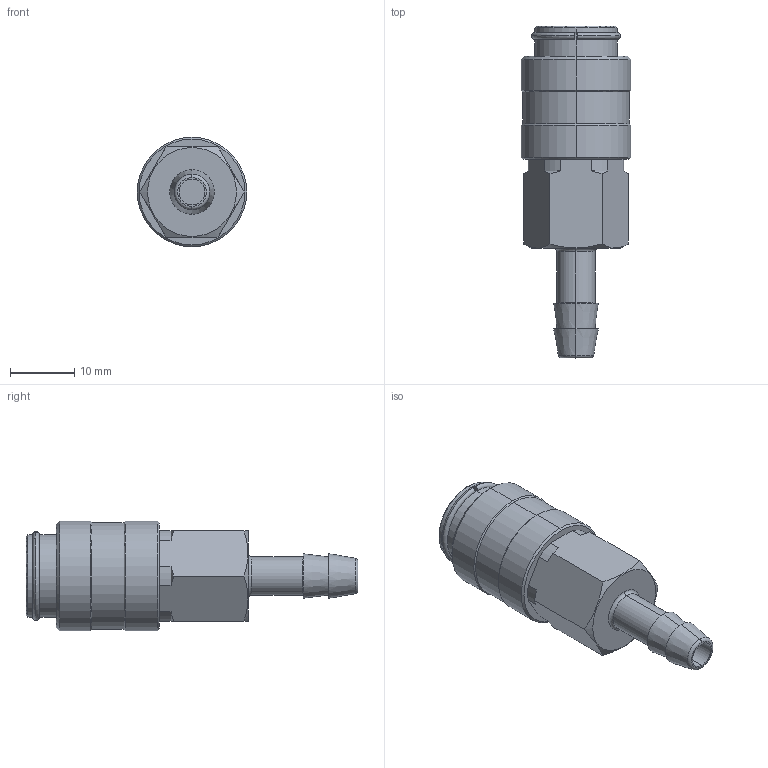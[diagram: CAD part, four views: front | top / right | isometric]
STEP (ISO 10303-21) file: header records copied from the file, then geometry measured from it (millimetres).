
FILE_DESCRIPTION (( 'STEP AP203' ), '1' );
FILE_NAME ('07210340.STEP', '2011-07-13T13:29:48', ( 'SP' ), ( 'sopra-pneumatic' ), 'SwSTEP 2.0', 'SolidWorks 2011', '' );
FILE_SCHEMA (( 'CONFIG_CONTROL_DESIGN' ));
Length unit declared in the file: millimetre
Products named in the file (1): 07210340
Bounding box: 17 x 51.5 x 17 mm (x, y, z)
Volume: 6378.9 mm3; surface area: 3019.6 mm2
Topology: 2 solids, 2 shells, 85 faces, 184 edges, 112 vertices
Faces by surface type: cone 26, cylinder 24, plane 19, torus 16
Entity records: 2483 total; most frequent: CARTESIAN_POINT 518, DIRECTION 430, ORIENTED_EDGE 368, AXIS2_PLACEMENT_3D 184, EDGE_CURVE 184, VERTEX_POINT 112, CIRCLE 98, EDGE_LOOP 94
